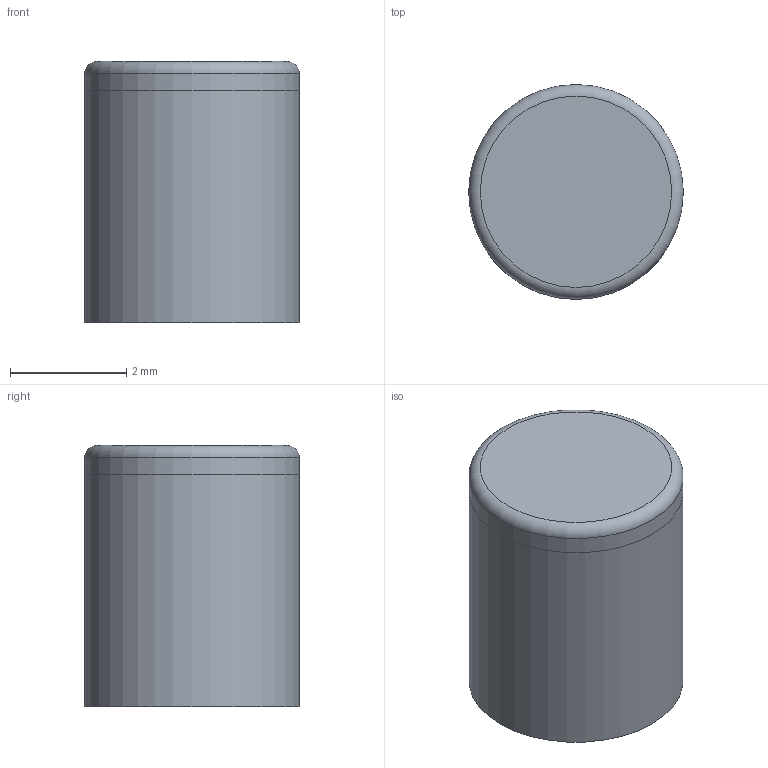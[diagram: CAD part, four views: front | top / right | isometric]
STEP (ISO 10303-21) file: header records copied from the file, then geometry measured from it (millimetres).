
FILE_DESCRIPTION(/* description */ (''),/* implementation_level */ '2;1');
FILE_NAME(/* name */ 'HS connector cap.step',/* time_stamp */ '2023-05-21T14:46:19-07:00',/* author */ (''),/* organization */ (''),/* preprocessor_version */ 'ST-DEVELOPER v19.2',/* originating_system */ 'Autodesk Translation Framework v12.4.0.73',/* authorisation */ '');
FILE_SCHEMA (('AUTOMOTIVE_DESIGN { 1 0 10303 214 3 1 1 }'));
Length unit declared in the file: millimetre
Products named in the file (1): HS-64m-cap
Bounding box: 3.7 x 3.7 x 4.5 mm (x, y, z)
Volume: 24.3 mm3; surface area: 119.8 mm2
Topology: 2 solids, 2 shells, 22 faces, 45 edges, 27 vertices
Faces by surface type: cylinder 9, plane 7, torus 5, bspline 1
Full cylindrical faces by diameter (mm): 3.2 x1, 3.7 x2
Entity records: 655 total; most frequent: CARTESIAN_POINT 128, DIRECTION 117, ORIENTED_EDGE 88, AXIS2_PLACEMENT_3D 51, EDGE_CURVE 44, CIRCLE 27, VERTEX_POINT 27, EDGE_LOOP 25
